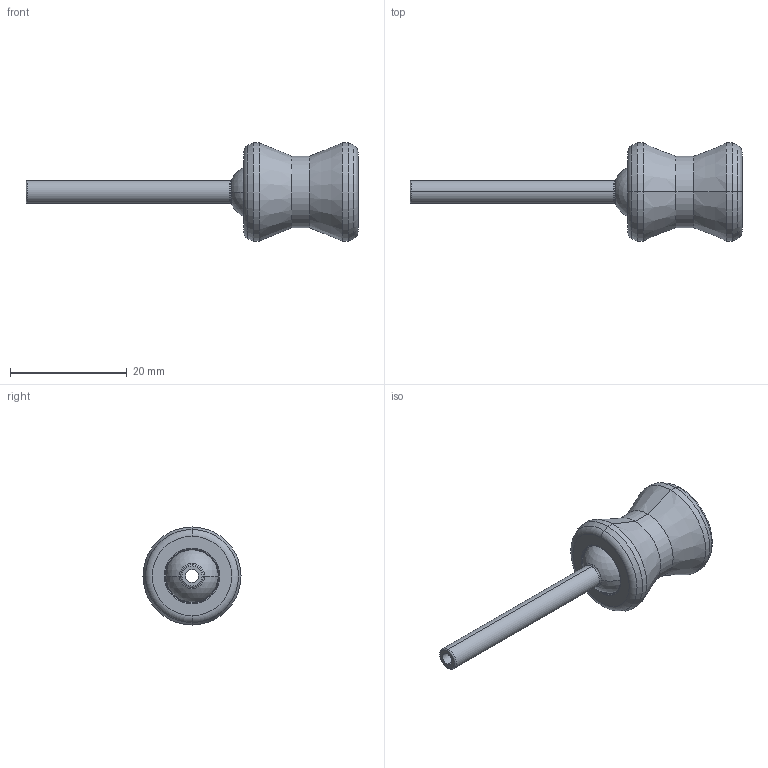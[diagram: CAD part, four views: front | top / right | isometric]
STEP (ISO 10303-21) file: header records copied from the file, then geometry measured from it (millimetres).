
FILE_DESCRIPTION (( 'STEP AP214' ), '1' );
FILE_NAME ('ProStream.086X1.250.STEP', '2019-10-30T21:14:44', ( '' ), ( '' ), 'SwSTEP 2.0', 'SolidWorks 2019', '' );
FILE_SCHEMA (( 'AUTOMOTIVE_DESIGN' ));
Length unit declared in the file: inch
Products named in the file (3): ProStreamDoubleSocket-1; ProStream.086X1.250; ProStreamNozzle.086X1.250-1
Assembly tree (2 placements, depth 2):
  ProStream.086X1.250
    ProStreamDoubleSocket-1
    ProStreamNozzle.086X1.250-1
Bounding box: 56.77 x 16.76 x 16.76 mm (x, y, z)
Volume: 2425.4 mm3; surface area: 2770.1 mm2
Topology: 2 solids, 2 shells, 61 faces, 139 edges, 77 vertices
Faces by surface type: torus 20, cylinder 16, cone 14, sphere 6, plane 5
Entity records: 1732 total; most frequent: DIRECTION 350, CARTESIAN_POINT 258, ORIENTED_EDGE 248, AXIS2_PLACEMENT_3D 160, EDGE_CURVE 124, CIRCLE 94, VERTEX_POINT 68, EDGE_LOOP 66
